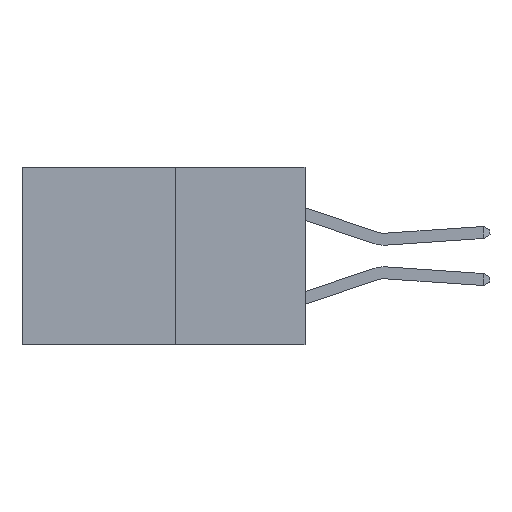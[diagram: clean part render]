
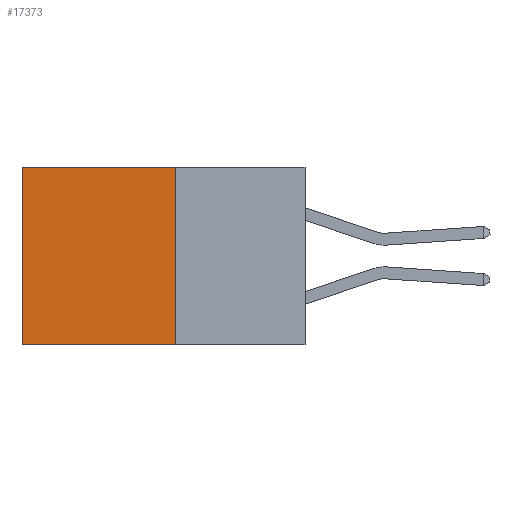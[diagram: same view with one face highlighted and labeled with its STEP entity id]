
A CAD part, left-side view. The second image highlights one B-rep face of the part: STEP entity #17373.
In plain terms, the highlighted planar face has unit normal (-1, 0, 0).
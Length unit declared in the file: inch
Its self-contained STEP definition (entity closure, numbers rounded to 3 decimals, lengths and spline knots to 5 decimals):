
#1578 = EDGE_LOOP ( 'NONE', ( #8577, #17654, #9093, #7973 ) ) ;
#2051 = PLANE ( 'NONE',  #16394 ) ;
#2375 = VERTEX_POINT ( 'NONE', #13567 ) ;
#2807 = LINE ( 'NONE', #13284, #16234 ) ;
#3695 = VECTOR ( 'NONE', #18920, 39.37008 ) ;
#3859 = DIRECTION ( 'NONE',  ( 0., 0., -1. ) ) ;
#3943 = CARTESIAN_POINT ( 'NONE',  ( 0.277, 0.27, 0. ) ) ;
#4832 = LINE ( 'NONE', #12555, #13589 ) ;
#5037 = CARTESIAN_POINT ( 'NONE',  ( 0.277, 0.27, -0.37 ) ) ;
#5871 = VECTOR ( 'NONE', #10494, 39.37008 ) ;
#7345 = CARTESIAN_POINT ( 'NONE',  ( 0.277, 0.27, -0.37 ) ) ;
#7973 = ORIENTED_EDGE ( 'NONE', *, *, #18666, .T. ) ;
#8577 = ORIENTED_EDGE ( 'NONE', *, *, #13037, .T. ) ;
#9093 = ORIENTED_EDGE ( 'NONE', *, *, #19873, .F. ) ;
#10289 = VERTEX_POINT ( 'NONE', #19412 ) ;
#10494 = DIRECTION ( 'NONE',  ( 0., 0., -1. ) ) ;
#12252 = FACE_OUTER_BOUND ( 'NONE', #1578, .T. ) ;
#12555 = CARTESIAN_POINT ( 'NONE',  ( 0.277, 0.27, 0. ) ) ;
#12775 = VERTEX_POINT ( 'NONE', #3943 ) ;
#13037 = EDGE_CURVE ( 'NONE', #2375, #10289, #2807, .T. ) ;
#13284 = CARTESIAN_POINT ( 'NONE',  ( 0.277, 0.59, -0.37 ) ) ;
#13567 = CARTESIAN_POINT ( 'NONE',  ( 0.277, 0.59, 0. ) ) ;
#13589 = VECTOR ( 'NONE', #15953, 39.37008 ) ;
#14339 = DIRECTION ( 'NONE',  ( 1., 0., 0. ) ) ;
#15591 = CARTESIAN_POINT ( 'NONE',  ( 0.277, 0.27, -0.37 ) ) ;
#15953 = DIRECTION ( 'NONE',  ( 0., 1., 0. ) ) ;
#16234 = VECTOR ( 'NONE', #16759, 39.37008 ) ;
#16394 = AXIS2_PLACEMENT_3D ( 'NONE', #7345, #14339, #3859 ) ;
#16705 = VERTEX_POINT ( 'NONE', #17444 ) ;
#16759 = DIRECTION ( 'NONE',  ( 0., 0., -1. ) ) ;
#17373 = ADVANCED_FACE ( 'NONE', ( #12252 ), #2051, .F. ) ;
#17444 = CARTESIAN_POINT ( 'NONE',  ( 0.277, 0.27, -0.37 ) ) ;
#17654 = ORIENTED_EDGE ( 'NONE', *, *, #19113, .F. ) ;
#18666 = EDGE_CURVE ( 'NONE', #12775, #2375, #4832, .T. ) ;
#18920 = DIRECTION ( 'NONE',  ( 0., 1., 0. ) ) ;
#19113 = EDGE_CURVE ( 'NONE', #16705, #10289, #22087, .T. ) ;
#19412 = CARTESIAN_POINT ( 'NONE',  ( 0.277, 0.59, -0.37 ) ) ;
#19873 = EDGE_CURVE ( 'NONE', #12775, #16705, #20203, .T. ) ;
#20203 = LINE ( 'NONE', #15591, #5871 ) ;
#22087 = LINE ( 'NONE', #5037, #3695 ) ;
